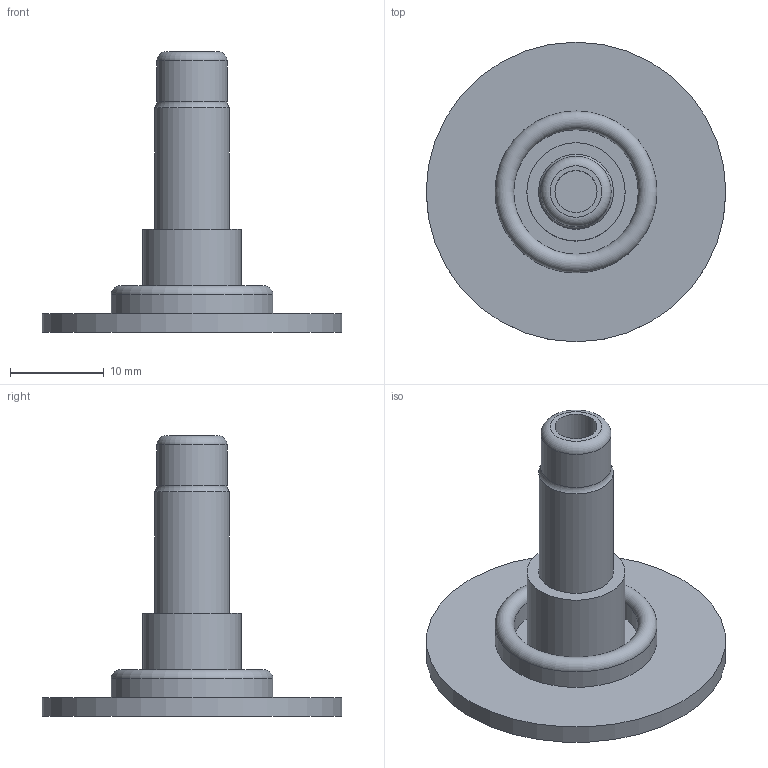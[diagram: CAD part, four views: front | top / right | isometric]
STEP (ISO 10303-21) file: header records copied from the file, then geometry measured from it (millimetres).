
FILE_DESCRIPTION(('STEP AP214'), '1');
FILE_NAME('ﾂ琿 蓁 ⅱ', '2020-12-31T14:45:42', (''), (''), 'ASCON STEP Converter 1.3', 'ASCON Math Kernel', '');
FILE_SCHEMA(('AUTOMOTIVE_DESIGN { 1 0 10303 214 3 1 1}'));
Length unit declared in the file: millimetre
Bounding box: 32 x 32 x 30 mm (x, y, z)
Volume: 3155.5 mm3; surface area: 3159.2 mm2
Topology: 1 solids, 1 shells, 25 faces, 48 edges, 30 vertices
Faces by surface type: plane 13, cylinder 8, torus 3, cone 1
Full cylindrical faces by diameter (mm): 4.5 x1, 5.5 x1, 7.5 x1, 8 x1, 10.5 x1, 13.3 x1, 17.3 x1, 32 x1
Entity records: 815 total; most frequent: DIRECTION 106, CARTESIAN_POINT 104, ORIENTED_EDGE 72, AXIS2_PLACEMENT_3D 48, EDGE_LOOP 42, EDGE_CURVE 36, VERTEX_POINT 30, COLOUR_RGB 26
